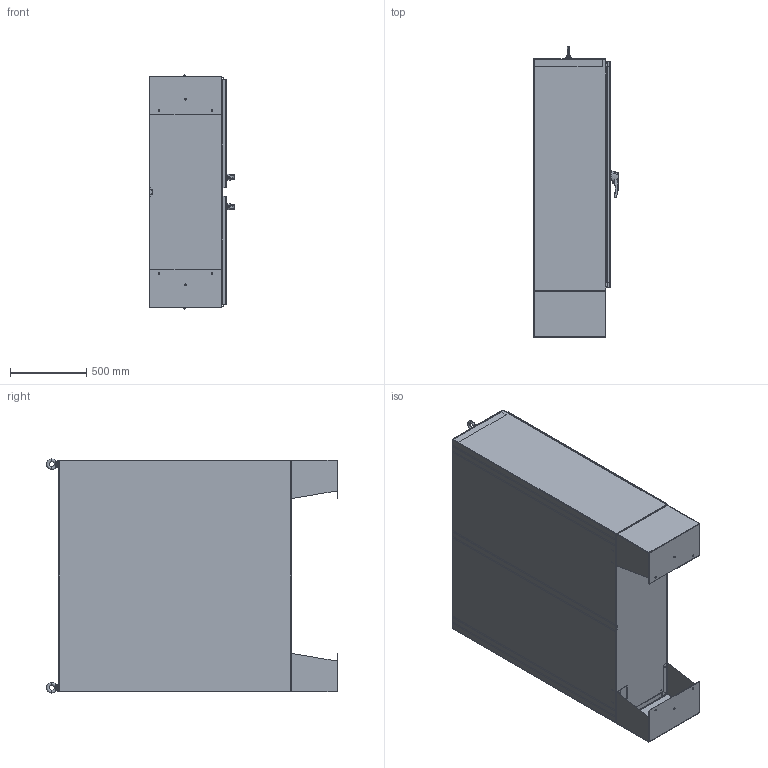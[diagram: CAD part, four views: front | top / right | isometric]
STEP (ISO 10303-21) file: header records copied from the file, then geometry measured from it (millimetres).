
FILE_DESCRIPTION (( 'STEP AP214' ), '1' );
FILE_NAME ('HN4FM606018.STEP', '2019-09-04T19:17:14', ( '' ), ( '' ), 'SwSTEP 2.0', 'SolidWorks 2018', '' );
FILE_SCHEMA (( 'AUTOMOTIVE_DESIGN' ));
Length unit declared in the file: inch
Products named in the file (1): HN4FM606018
Bounding box: 558.55 x 1913 x 1539.42 mm (x, y, z)
Volume: 31662979.7 mm3; surface area: 25022872.5 mm2
Topology: 130 solids, 132 shells, 3768 faces, 9707 edges, 6251 vertices
Faces by surface type: plane 1736, cylinder 1659, bspline 184, cone 173, torus 16
Entity records: 183932 total; most frequent: CARTESIAN_POINT 41634, ORIENTED_EDGE 19370, DIRECTION 19320, EDGE_CURVE 9685, AXIS2_PLACEMENT_3D 7002, VERTEX_POINT 6251, VECTOR 5316, LINE 5316
